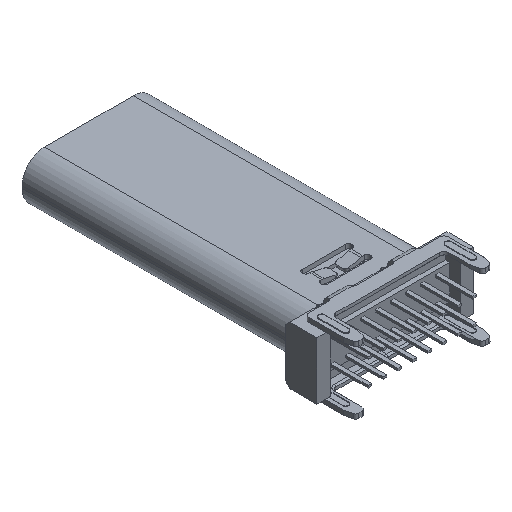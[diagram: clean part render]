
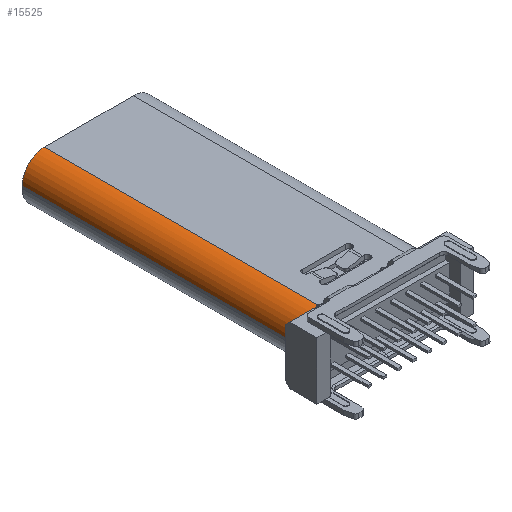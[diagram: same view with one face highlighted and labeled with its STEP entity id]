
A CAD part, isometric view. The second image highlights one B-rep face of the part: STEP entity #15525.
In plain terms, the highlighted cylindrical face has radius 1.5 mm (diameter 3 mm), a partial arc.
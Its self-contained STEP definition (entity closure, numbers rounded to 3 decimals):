
#1839=CARTESIAN_POINT('',(-10.77,14.45,
-2.22));
#1840=DIRECTION('',(0.,-1.,0.));
#1841=DIRECTION('',(-0.2,0.,0.98));
#1842=AXIS2_PLACEMENT_3D('',#1839,#1840,#1841);
#2668=DIRECTION('',(0.,-1.,0.));
#2669=VECTOR('',#2668,18.4);
#2670=CARTESIAN_POINT('',(-12.27,32.85,
-2.22));
#2671=LINE('',#2670,#2669);
#2672=DIRECTION('',(0.,1.,0.));
#2673=VECTOR('',#2672,18.282);
#2674=CARTESIAN_POINT('',(-10.77,14.569,
-0.72));
#2675=LINE('',#2674,#2673);
#2676=CARTESIAN_POINT('',(-11.07,14.45,
-0.75));
#2677=CARTESIAN_POINT('',(-11.046,14.451,
-0.745));
#2678=CARTESIAN_POINT('',(-10.998,14.458,
-0.737));
#2679=CARTESIAN_POINT('',(-10.931,14.488,
-0.728));
#2680=CARTESIAN_POINT('',(-10.893,14.517,
-0.725));
#2681=CARTESIAN_POINT('',(-10.875,14.535,
-0.724));
#2745=CARTESIAN_POINT('',(-10.77,32.85,
-2.22));
#2746=DIRECTION('',(0.,1.,0.));
#2747=DIRECTION('',(-1.,0.,0.));
#2748=AXIS2_PLACEMENT_3D('',#2745,#2746,#2747);
#4015=CARTESIAN_POINT('',(-10.875,14.535,
-0.724));
#4016=CARTESIAN_POINT('',(-10.866,14.544,
-0.723));
#4017=CARTESIAN_POINT('',(-10.845,14.559,
-0.722));
#4018=CARTESIAN_POINT('',(-10.808,14.571,
-0.72));
#4019=CARTESIAN_POINT('',(-10.783,14.571,
-0.72));
#4020=CARTESIAN_POINT('',(-10.77,14.569,
-0.72));
#10056=CARTESIAN_POINT('',(-10.875,14.535,
-0.724));
#10057=VERTEX_POINT('',#10056);
#10060=CARTESIAN_POINT('',(-10.77,14.569,
-0.72));
#10061=VERTEX_POINT('',#10060);
#10346=CARTESIAN_POINT('',(-12.27,32.85,
-2.22));
#10348=VERTEX_POINT('',#10346);
#10351=CARTESIAN_POINT('',(-10.77,32.85,
-0.72));
#10353=VERTEX_POINT('',#10351);
#10693=CARTESIAN_POINT('',(-12.27,14.45,
-2.22));
#10694=VERTEX_POINT('',#10693);
#10695=CARTESIAN_POINT('',(-11.07,14.45,
-0.75));
#10696=VERTEX_POINT('',#10695);
#15508=CARTESIAN_POINT('',(-10.77,29.45,
-2.22));
#15509=DIRECTION('',(0.,-1.,0.));
#15510=DIRECTION('',(0.,0.,-1.));
#15511=AXIS2_PLACEMENT_3D('',#15508,#15509,#15510);
#15512=CYLINDRICAL_SURFACE('',#15511,1.5);
#15513=ORIENTED_EDGE('',*,*,#13597,.T.);
#15515=ORIENTED_EDGE('',*,*,#15514,.F.);
#15517=ORIENTED_EDGE('',*,*,#15516,.T.);
#15519=ORIENTED_EDGE('',*,*,#15518,.F.);
#15521=ORIENTED_EDGE('',*,*,#15520,.F.);
#15522=ORIENTED_EDGE('',*,*,#15493,.F.);
#15523=EDGE_LOOP('',(#15513,#15515,#15517,#15519,#15521,#15522));
#15524=FACE_OUTER_BOUND('',#15523,.F.);
#1843=CIRCLE('',#1842,1.5);
#2682=B_SPLINE_CURVE_WITH_KNOTS('',3,(#2676,#2677,#2678,#2679,#2680,#2681),
.UNSPECIFIED.,.F.,.F.,(4,1,1,4),(0.,0.333,0.667,1.),
.UNSPECIFIED.);
#2749=CIRCLE('',#2748,1.5);
#4021=B_SPLINE_CURVE_WITH_KNOTS('',3,(#4015,#4016,#4017,#4018,#4019,#4020),
.UNSPECIFIED.,.F.,.F.,(4,1,1,4),(0.,0.333,0.667,1.),
.UNSPECIFIED.);
#13597=EDGE_CURVE('',#10696,#10694,#1843,.T.);
#15493=EDGE_CURVE('',#10696,#10057,#2682,.T.);
#15514=EDGE_CURVE('',#10348,#10694,#2671,.T.);
#15516=EDGE_CURVE('',#10348,#10353,#2749,.T.);
#15518=EDGE_CURVE('',#10061,#10353,#2675,.T.);
#15520=EDGE_CURVE('',#10057,#10061,#4021,.T.);
#15525=ADVANCED_FACE('',(#15524),#15512,.T.);
